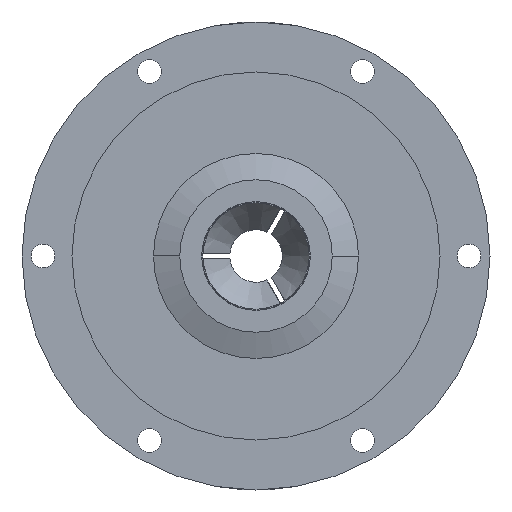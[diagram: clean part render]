
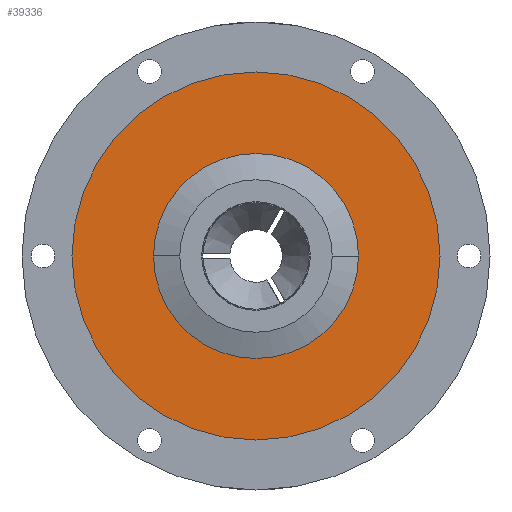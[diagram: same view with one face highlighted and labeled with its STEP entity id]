
A CAD part, left-side view. The second image highlights one B-rep face of the part: STEP entity #39336.
In plain terms, the highlighted planar face has unit normal (-1, 0, 0).
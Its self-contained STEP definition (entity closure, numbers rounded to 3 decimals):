
#1146 = ORIENTED_EDGE ( 'NONE', *, *, #68227, .T. ) ;
#1472 = ORIENTED_EDGE ( 'NONE', *, *, #32699, .F. ) ;
#2007 = EDGE_CURVE ( 'NONE', #18826, #7335, #30379, .T. ) ;
#6920 = CARTESIAN_POINT ( 'NONE',  ( -54.502, 5.864, 39. ) ) ;
#7335 = VERTEX_POINT ( 'NONE', #17131 ) ;
#8092 = AXIS2_PLACEMENT_3D ( 'NONE', #57676, #52367, #37111 ) ;
#8647 = DIRECTION ( 'NONE',  ( 0., 0., 1. ) ) ;
#9655 = DIRECTION ( 'NONE',  ( 0., 0., 1. ) ) ;
#14213 = DIRECTION ( 'NONE',  ( 0., 1., 0. ) ) ;
#14553 = EDGE_LOOP ( 'NONE', ( #65564, #1472 ) ) ;
#14610 = DIRECTION ( 'NONE',  ( -1., 0., 0. ) ) ;
#17131 = CARTESIAN_POINT ( 'NONE',  ( -54.502, 5.864, -70. ) ) ;
#18366 = AXIS2_PLACEMENT_3D ( 'NONE', #35126, #20291, #8647 ) ;
#18826 = VERTEX_POINT ( 'NONE', #54702 ) ;
#20291 = DIRECTION ( 'NONE',  ( -1., 0., 0. ) ) ;
#25046 = CIRCLE ( 'NONE', #8092, 39. ) ;
#28172 = CIRCLE ( 'NONE', #39410, 39. ) ;
#30379 = CIRCLE ( 'NONE', #69928, 70. ) ;
#30774 = CARTESIAN_POINT ( 'NONE',  ( -54.502, 75.864, 0. ) ) ;
#32699 = EDGE_CURVE ( 'NONE', #56802, #56337, #28172, .T. ) ;
#35126 = CARTESIAN_POINT ( 'NONE',  ( -54.502, 5.864, 0. ) ) ;
#35520 = CARTESIAN_POINT ( 'NONE',  ( -54.502, 5.864, 0. ) ) ;
#37111 = DIRECTION ( 'NONE',  ( 0., 0., 1. ) ) ;
#39336 = ADVANCED_FACE ( 'NONE', ( #40991, #64035 ), #63333, .F. ) ;
#39410 = AXIS2_PLACEMENT_3D ( 'NONE', #63024, #14610, #9655 ) ;
#40991 = FACE_BOUND ( 'NONE', #14553, .T. ) ;
#44482 = EDGE_CURVE ( 'NONE', #56337, #56802, #25046, .T. ) ;
#45429 = ORIENTED_EDGE ( 'NONE', *, *, #2007, .T. ) ;
#46778 = CARTESIAN_POINT ( 'NONE',  ( -54.502, 5.864, -39. ) ) ;
#52367 = DIRECTION ( 'NONE',  ( -1., 0., 0. ) ) ;
#54702 = CARTESIAN_POINT ( 'NONE',  ( -54.502, 5.864, 70. ) ) ;
#54834 = EDGE_LOOP ( 'NONE', ( #45429, #1146 ) ) ;
#55669 = AXIS2_PLACEMENT_3D ( 'NONE', #30774, #69659, #14213 ) ;
#56337 = VERTEX_POINT ( 'NONE', #6920 ) ;
#56802 = VERTEX_POINT ( 'NONE', #46778 ) ;
#57118 = DIRECTION ( 'NONE',  ( -1., 0., 0. ) ) ;
#57676 = CARTESIAN_POINT ( 'NONE',  ( -54.502, 5.864, 0. ) ) ;
#61274 = CIRCLE ( 'NONE', #18366, 70. ) ;
#63024 = CARTESIAN_POINT ( 'NONE',  ( -54.502, 5.864, 0. ) ) ;
#63333 = PLANE ( 'NONE',  #55669 ) ;
#64035 = FACE_OUTER_BOUND ( 'NONE', #54834, .T. ) ;
#65564 = ORIENTED_EDGE ( 'NONE', *, *, #44482, .F. ) ;
#68110 = DIRECTION ( 'NONE',  ( 0., 0., 1. ) ) ;
#68227 = EDGE_CURVE ( 'NONE', #7335, #18826, #61274, .T. ) ;
#69659 = DIRECTION ( 'NONE',  ( 1., 0., 0. ) ) ;
#69928 = AXIS2_PLACEMENT_3D ( 'NONE', #35520, #57118, #68110 ) ;
